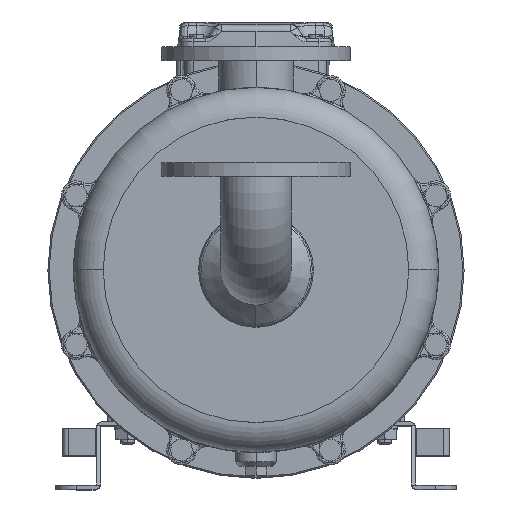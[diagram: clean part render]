
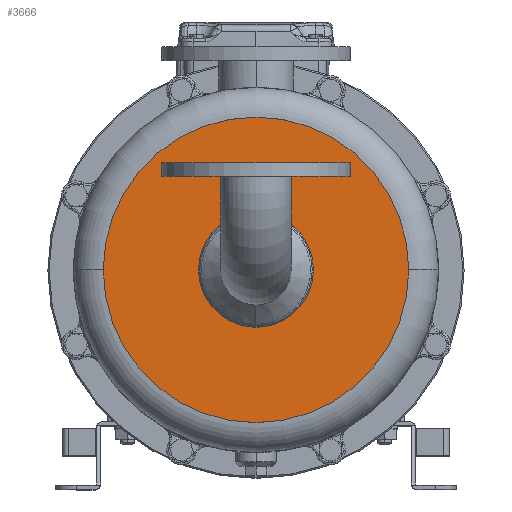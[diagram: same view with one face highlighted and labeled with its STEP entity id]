
A CAD part, top view. The second image highlights one B-rep face of the part: STEP entity #3666.
In plain terms, the highlighted face is planar.
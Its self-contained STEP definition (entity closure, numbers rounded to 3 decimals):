
#3666=ADVANCED_FACE('',(#10232,#10234),#10236,.F.);
#10232=FACE_BOUND('',#10233,.T.);
#10233=EDGE_LOOP('',(#39913,#39914));
#10234=FACE_OUTER_BOUND('',#10235,.T.);
#10235=EDGE_LOOP('',(#39915,#39916));
#10236=PLANE('',#10237);
#10237=AXIS2_PLACEMENT_3D('',#10238,#10239,#10240);
#10238=CARTESIAN_POINT('',(67.5,14.,0.));
#10239=DIRECTION('',(0.,-1.,-0.));
#10240=DIRECTION('',(0.,0.,-1.));
#39913=ORIENTED_EDGE('',*,*,#52744,.F.);
#39914=ORIENTED_EDGE('',*,*,#52741,.F.);
#39915=ORIENTED_EDGE('',*,*,#52745,.T.);
#39916=ORIENTED_EDGE('',*,*,#52736,.T.);
#52736=EDGE_CURVE('',#60235,#60236,#60237,.T.);
#52741=EDGE_CURVE('',#60243,#60245,#60246,.T.);
#52744=EDGE_CURVE('',#60245,#60243,#60249,.T.);
#52745=EDGE_CURVE('',#60236,#60235,#60250,.T.);
#60235=VERTEX_POINT('',#77166);
#60236=VERTEX_POINT('',#77167);
#60237=CIRCLE('',#77168,113.);
#60243=VERTEX_POINT('',#77186);
#60245=VERTEX_POINT('',#77190);
#60246=CIRCLE('',#77191,40.5);
#60249=CIRCLE('',#77202,40.5);
#60250=CIRCLE('',#77206,113.);
#77166=CARTESIAN_POINT('',(67.5,14.,113.));
#77167=CARTESIAN_POINT('',(67.5,14.,-113.));
#77168=AXIS2_PLACEMENT_3D('',#77169,#77170,#77171);
#77169=CARTESIAN_POINT('',(67.5,14.,0.));
#77170=DIRECTION('',(-0.,1.,-0.));
#77171=DIRECTION('',(0.,0.,1.));
#77186=CARTESIAN_POINT('',(67.5,14.,-40.5));
#77190=CARTESIAN_POINT('',(67.5,14.,40.5));
#77191=AXIS2_PLACEMENT_3D('',#77192,#77193,#77194);
#77192=CARTESIAN_POINT('',(67.5,14.,0.));
#77193=DIRECTION('',(-0.,1.,-0.));
#77194=DIRECTION('',(0.,0.,-1.));
#77202=AXIS2_PLACEMENT_3D('',#77203,#77204,#77205);
#77203=CARTESIAN_POINT('',(67.5,14.,0.));
#77204=DIRECTION('',(-0.,1.,-0.));
#77205=DIRECTION('',(0.,0.,1.));
#77206=AXIS2_PLACEMENT_3D('',#77207,#77208,#77209);
#77207=CARTESIAN_POINT('',(67.5,14.,0.));
#77208=DIRECTION('',(-0.,1.,-0.));
#77209=DIRECTION('',(0.,0.,-1.));
